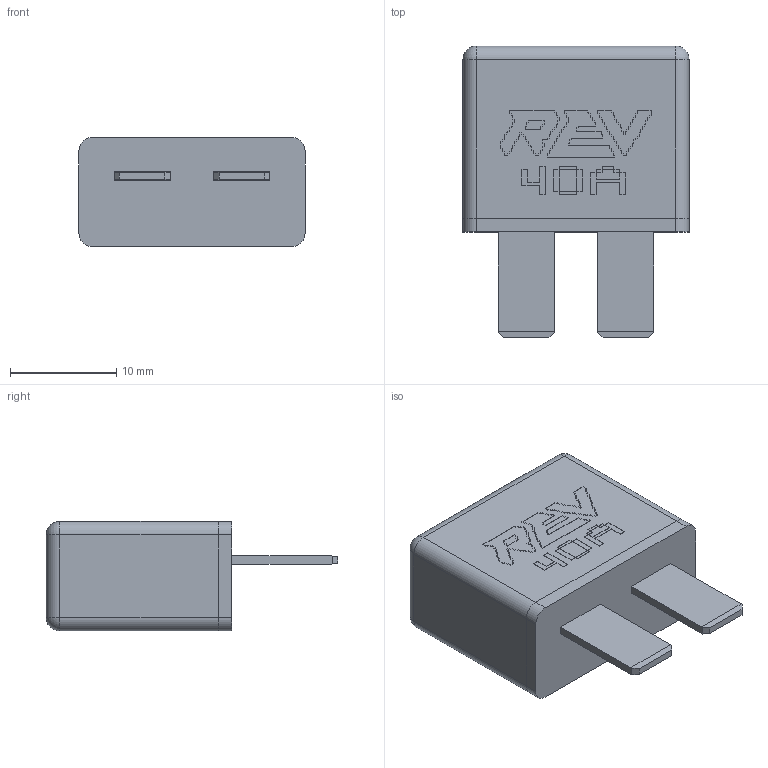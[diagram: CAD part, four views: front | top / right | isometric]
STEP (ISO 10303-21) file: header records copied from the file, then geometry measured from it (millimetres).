
FILE_DESCRIPTION (( 'STEP AP203' ), '1' );
FILE_NAME ('REV-11-1863.STEP', '2021-09-28T18:07:53', ( '' ), ( '' ), 'SwSTEP 2.0', 'SolidWorks 2019', '' );
FILE_SCHEMA (( 'CONFIG_CONTROL_DESIGN' ));
Length unit declared in the file: inch
Products named in the file (1): REV-11-1863
Bounding box: 21.34 x 27.53 x 10.34 mm (x, y, z)
Volume: 3891.2 mm3; surface area: 2268.2 mm2
Topology: 16 solids, 16 shells, 718 faces, 1848 edges, 1126 vertices
Faces by surface type: plane 379, bspline 139, cylinder 96, torus 62, sphere 42
Entity records: 23904 total; most frequent: CARTESIAN_POINT 7425, ORIENTED_EDGE 3596, DIRECTION 3164, EDGE_CURVE 1798, VECTOR 1152, LINE 1152, VERTEX_POINT 1121, AXIS2_PLACEMENT_3D 1006
